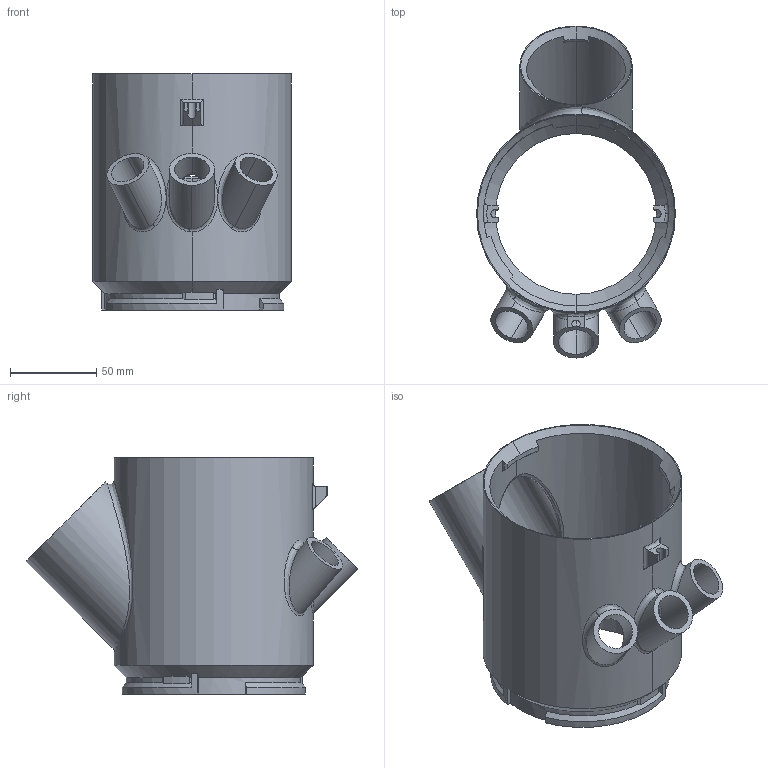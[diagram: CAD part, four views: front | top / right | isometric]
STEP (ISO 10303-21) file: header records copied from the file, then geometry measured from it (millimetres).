
FILE_DESCRIPTION (( 'STEP AP203' ), '1' );
FILE_NAME ('Filling_Module.STEP', '2020-11-29T12:40:52', ( '' ), ( '' ), '', '', '' );
FILE_SCHEMA (( 'CONFIG_CONTROL_DESIGN' ));
Length unit declared in the file: millimetre
Products named in the file (1): Filling_Module
Bounding box: 115 x 191.98 x 136.5 mm (x, y, z)
Volume: 226008.3 mm3; surface area: 117822 mm2
Topology: 1 solids, 1 shells, 175 faces, 500 edges, 329 vertices
Faces by surface type: cylinder 67, plane 63, cone 25, bspline 16, torus 4
Entity records: 10678 total; most frequent: CARTESIAN_POINT 6157, ORIENTED_EDGE 1000, DIRECTION 863, EDGE_CURVE 500, VERTEX_POINT 329, AXIS2_PLACEMENT_3D 323, LINE 217, VECTOR 217
